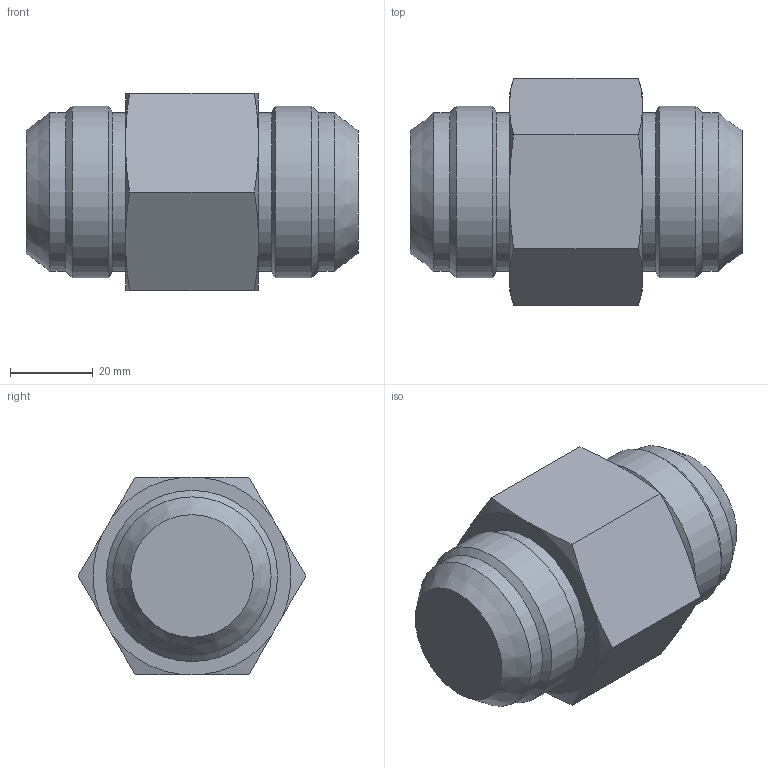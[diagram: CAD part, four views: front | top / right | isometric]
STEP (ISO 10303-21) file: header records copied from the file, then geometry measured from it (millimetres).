
FILE_DESCRIPTION((''),'2;1');
FILE_NAME('1920.stp','2013-07-16T12:01:30',('jml'),(''),'Autodesk Inventor 2010','Autodesk Inventor 2010','');
FILE_SCHEMA(('AUTOMOTIVE_DESIGN { 1 0 10303 214 1 1 1 1 }'));
Length unit declared in the file: inch
Products named in the file (1): 220866
Bounding box: 80.01 x 54.85 x 47.5 mm (x, y, z)
Volume: 118583.4 mm3; surface area: 14629.7 mm2
Topology: 1 solids, 1 shells, 34 faces, 80 edges, 50 vertices
Faces by surface type: cone 18, plane 10, cylinder 6
Full cylindrical faces by diameter (mm): 38.125 x2, 38.329 x2, 41.275 x2
Entity records: 914 total; most frequent: CARTESIAN_POINT 201, DIRECTION 140, ORIENTED_EDGE 136, EDGE_CURVE 68, AXIS2_PLACEMENT_3D 61, VERTEX_POINT 50, EDGE_LOOP 48, FACE_OUTER_BOUND 34
